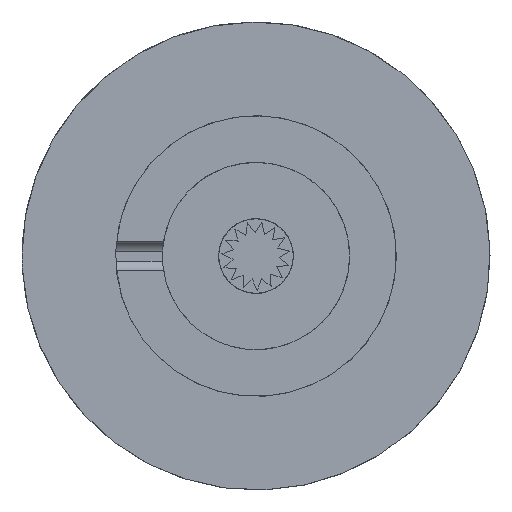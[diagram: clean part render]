
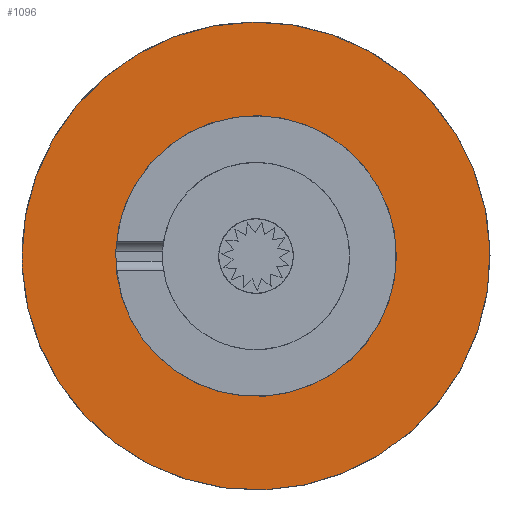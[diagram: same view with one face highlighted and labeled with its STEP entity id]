
A CAD part, front view. The second image highlights one B-rep face of the part: STEP entity #1096.
In plain terms, the highlighted planar face has unit normal (0, -1, 0).
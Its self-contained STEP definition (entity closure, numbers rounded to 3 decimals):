
#53=PLANE('',#1207);
#97=FACE_BOUND('',#431,.T.);
#370=FACE_OUTER_BOUND('',#430,.T.);
#430=EDGE_LOOP('',(#821));
#431=EDGE_LOOP('',(#822));
#492=CIRCLE('',#1196,30.);
#495=CIRCLE('',#1208,50.);
#524=VERTEX_POINT('',#1639);
#536=VERTEX_POINT('',#1717);
#629=EDGE_CURVE('',#524,#524,#492,.T.);
#650=EDGE_CURVE('',#536,#536,#495,.T.);
#821=ORIENTED_EDGE('',*,*,#650,.T.);
#822=ORIENTED_EDGE('',*,*,#629,.T.);
#1096=ADVANCED_FACE('',(#370,#97),#53,.F.);
#1196=AXIS2_PLACEMENT_3D('',#1640,#1297,#1298);
#1207=AXIS2_PLACEMENT_3D('',#1716,#1334,#1335);
#1208=AXIS2_PLACEMENT_3D('',#1718,#1336,#1337);
#1297=DIRECTION('center_axis',(0.,1.,0.));
#1298=DIRECTION('ref_axis',(-1.,0.,0.));
#1334=DIRECTION('center_axis',(0.,1.,0.));
#1335=DIRECTION('ref_axis',(0.,0.,1.));
#1336=DIRECTION('center_axis',(0.,-1.,0.));
#1337=DIRECTION('ref_axis',(1.,0.,0.));
#1639=CARTESIAN_POINT('',(30.,-6.,0.));
#1640=CARTESIAN_POINT('Origin',(0.,-6.,0.));
#1716=CARTESIAN_POINT('Origin',(0.,-6.,0.));
#1717=CARTESIAN_POINT('',(-50.,-6.,0.));
#1718=CARTESIAN_POINT('Origin',(0.,-6.,0.));
